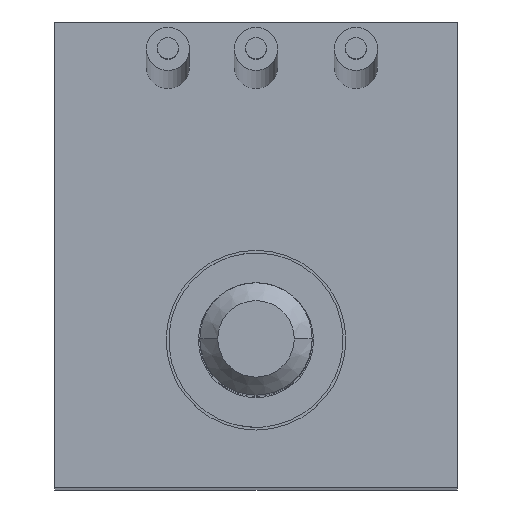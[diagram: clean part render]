
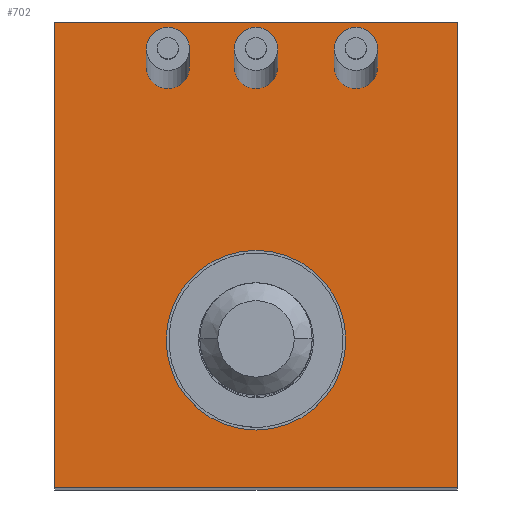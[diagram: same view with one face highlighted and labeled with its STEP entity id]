
A CAD part, top view. The second image highlights one B-rep face of the part: STEP entity #702.
In plain terms, the highlighted planar face has unit normal (0, 0, 1).
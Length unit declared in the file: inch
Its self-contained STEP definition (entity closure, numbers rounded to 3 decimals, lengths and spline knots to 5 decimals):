
#36=CARTESIAN_POINT('',(0.,-0.0475,0.3875));
#37=DIRECTION('',(0.,0.,1.));
#38=DIRECTION('',(1.,0.,0.));
#39=AXIS2_PLACEMENT_3D('',#36,#37,#38);
#41=CARTESIAN_POINT('',(0.,-0.0475,0.3875));
#42=DIRECTION('',(0.,0.,1.));
#43=DIRECTION('',(-1.,0.,0.));
#44=AXIS2_PLACEMENT_3D('',#41,#42,#43);
#46=DIRECTION('',(1.,0.,0.));
#47=VECTOR('',#46,0.224);
#48=CARTESIAN_POINT('',(-0.112,0.1295,0.3875));
#49=LINE('',#48,#47);
#50=DIRECTION('',(0.,1.,0.));
#51=VECTOR('',#50,0.259);
#52=CARTESIAN_POINT('',(0.112,-0.1295,0.3875));
#53=LINE('',#52,#51);
#54=DIRECTION('',(1.,0.,0.));
#55=VECTOR('',#54,0.224);
#56=CARTESIAN_POINT('',(-0.112,-0.1295,0.3875));
#57=LINE('',#56,#55);
#58=DIRECTION('',(0.,-1.,0.));
#59=VECTOR('',#58,0.259);
#60=CARTESIAN_POINT('',(-0.112,0.1295,0.3875));
#61=LINE('',#60,#59);
#62=CARTESIAN_POINT('',(-0.049,0.1045,0.3875));
#63=DIRECTION('',(0.,0.,1.));
#64=DIRECTION('',(-1.,0.,0.));
#65=AXIS2_PLACEMENT_3D('',#62,#63,#64);
#75=CARTESIAN_POINT('',(-0.049,0.1045,0.3875));
#76=DIRECTION('',(0.,0.,1.));
#77=DIRECTION('',(1.,0.,0.));
#78=AXIS2_PLACEMENT_3D('',#75,#76,#77);
#140=CARTESIAN_POINT('',(0.,0.1045,0.3875));
#141=DIRECTION('',(0.,0.,-1.));
#142=DIRECTION('',(1.,0.,0.));
#143=AXIS2_PLACEMENT_3D('',#140,#141,#142);
#153=CARTESIAN_POINT('',(0.,0.1045,0.3875));
#154=DIRECTION('',(0.,0.,-1.));
#155=DIRECTION('',(-1.,0.,0.));
#156=AXIS2_PLACEMENT_3D('',#153,#154,#155);
#158=CARTESIAN_POINT('',(0.05562,0.1045,0.3875));
#159=DIRECTION('',(0.,0.,1.));
#160=DIRECTION('',(-1.,0.,0.));
#161=AXIS2_PLACEMENT_3D('',#158,#159,#160);
#171=CARTESIAN_POINT('',(0.05562,0.1045,0.3875));
#172=DIRECTION('',(0.,0.,1.));
#173=DIRECTION('',(1.,0.,0.));
#174=AXIS2_PLACEMENT_3D('',#171,#172,#173);
#486=CARTESIAN_POINT('',(-0.112,0.1295,0.3875));
#487=CARTESIAN_POINT('',(-0.112,-0.1295,0.3875));
#488=VERTEX_POINT('',#486);
#489=VERTEX_POINT('',#487);
#490=CARTESIAN_POINT('',(0.112,-0.1295,0.3875));
#491=VERTEX_POINT('',#490);
#492=CARTESIAN_POINT('',(0.112,0.1295,0.3875));
#493=VERTEX_POINT('',#492);
#494=CARTESIAN_POINT('',(0.05,-0.0475,0.3875));
#495=CARTESIAN_POINT('',(-0.05,-0.0475,0.3875));
#496=VERTEX_POINT('',#494);
#497=VERTEX_POINT('',#495);
#534=CARTESIAN_POINT('',(0.04362,0.1045,0.3875));
#535=CARTESIAN_POINT('',(0.06762,0.1045,0.3875));
#536=VERTEX_POINT('',#534);
#537=VERTEX_POINT('',#535);
#538=CARTESIAN_POINT('',(-0.012,0.1045,0.3875));
#539=CARTESIAN_POINT('',(0.012,0.1045,0.3875));
#540=VERTEX_POINT('',#538);
#541=VERTEX_POINT('',#539);
#542=CARTESIAN_POINT('',(-0.061,0.1045,0.3875));
#543=CARTESIAN_POINT('',(-0.037,0.1045,0.3875));
#544=VERTEX_POINT('',#542);
#545=VERTEX_POINT('',#543);
#665=CARTESIAN_POINT('',(0.,0.,0.3875));
#666=DIRECTION('',(0.,0.,1.));
#667=DIRECTION('',(1.,0.,0.));
#668=AXIS2_PLACEMENT_3D('',#665,#666,#667);
#669=PLANE('',#668);
#670=ORIENTED_EDGE('',*,*,#656,.T.);
#672=ORIENTED_EDGE('',*,*,#671,.F.);
#674=ORIENTED_EDGE('',*,*,#673,.F.);
#675=ORIENTED_EDGE('',*,*,#644,.F.);
#676=EDGE_LOOP('',(#670,#672,#674,#675));
#677=FACE_OUTER_BOUND('',#676,.F.);
#679=ORIENTED_EDGE('',*,*,#678,.F.);
#681=ORIENTED_EDGE('',*,*,#680,.F.);
#682=EDGE_LOOP('',(#679,#681));
#683=FACE_BOUND('',#682,.F.);
#685=ORIENTED_EDGE('',*,*,#684,.T.);
#687=ORIENTED_EDGE('',*,*,#686,.T.);
#688=EDGE_LOOP('',(#685,#687));
#689=FACE_BOUND('',#688,.F.);
#691=ORIENTED_EDGE('',*,*,#690,.T.);
#693=ORIENTED_EDGE('',*,*,#692,.T.);
#694=EDGE_LOOP('',(#691,#693));
#695=FACE_BOUND('',#694,.F.);
#697=ORIENTED_EDGE('',*,*,#696,.T.);
#699=ORIENTED_EDGE('',*,*,#698,.T.);
#700=EDGE_LOOP('',(#697,#699));
#701=FACE_BOUND('',#700,.F.);
#40=CIRCLE('',#39,0.05);
#45=CIRCLE('',#44,0.05);
#66=CIRCLE('',#65,0.012);
#79=CIRCLE('',#78,0.012);
#144=CIRCLE('',#143,0.012);
#157=CIRCLE('',#156,0.012);
#162=CIRCLE('',#161,0.012);
#175=CIRCLE('',#174,0.012);
#644=EDGE_CURVE('',#488,#489,#61,.T.);
#656=EDGE_CURVE('',#488,#493,#49,.T.);
#671=EDGE_CURVE('',#491,#493,#53,.T.);
#673=EDGE_CURVE('',#489,#491,#57,.T.);
#678=EDGE_CURVE('',#540,#541,#157,.T.);
#680=EDGE_CURVE('',#541,#540,#144,.T.);
#684=EDGE_CURVE('',#536,#537,#162,.T.);
#686=EDGE_CURVE('',#537,#536,#175,.T.);
#690=EDGE_CURVE('',#496,#497,#40,.T.);
#692=EDGE_CURVE('',#497,#496,#45,.T.);
#696=EDGE_CURVE('',#544,#545,#66,.T.);
#698=EDGE_CURVE('',#545,#544,#79,.T.);
#702=ADVANCED_FACE('',(#677,#683,#689,#695,#701),#669,.T.);
